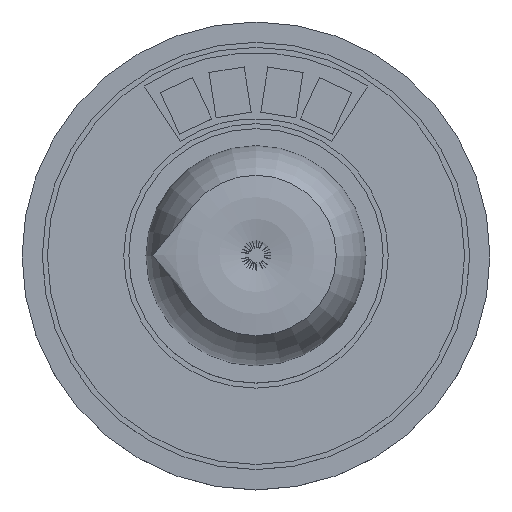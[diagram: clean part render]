
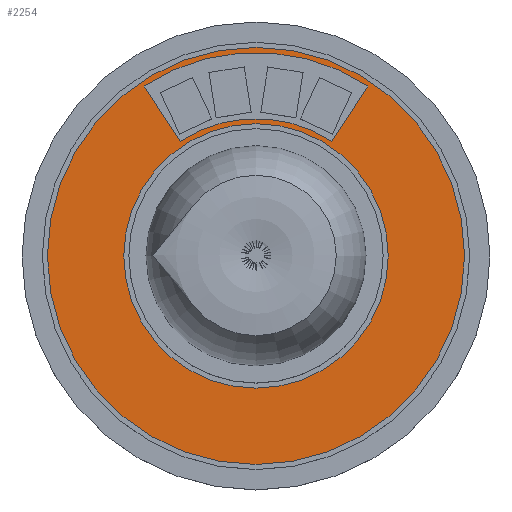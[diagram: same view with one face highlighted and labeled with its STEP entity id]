
A CAD part, top view. The second image highlights one B-rep face of the part: STEP entity #2254.
In plain terms, the highlighted planar face has unit normal (0, 0, 1).
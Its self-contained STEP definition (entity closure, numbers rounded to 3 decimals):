
#161=CIRCLE('',#2422,6.75);
#163=CIRCLE('',#2426,10.);
#164=CIRCLE('',#2429,10.25);
#166=CIRCLE('',#2432,6.5);
#234=VERTEX_POINT('',#3118);
#235=VERTEX_POINT('',#3120);
#237=VERTEX_POINT('',#3126);
#239=VERTEX_POINT('',#3132);
#240=VERTEX_POINT('',#3140);
#242=VERTEX_POINT('',#3145);
#475=VECTOR('',#2668,1.);
#480=VECTOR('',#2680,1.);
#651=LINE('',#3119,#475);
#656=LINE('',#3133,#480);
#827=EDGE_CURVE('',#235,#234,#651,.T.);
#831=EDGE_CURVE('',#234,#237,#161,.T.);
#834=EDGE_CURVE('',#237,#239,#656,.T.);
#836=EDGE_CURVE('',#239,#235,#163,.T.);
#837=EDGE_CURVE('',#240,#240,#164,.T.);
#839=EDGE_CURVE('',#242,#242,#166,.T.);
#1221=ORIENTED_EDGE('',*,*,#827,.T.);
#1222=ORIENTED_EDGE('',*,*,#831,.T.);
#1223=ORIENTED_EDGE('',*,*,#834,.T.);
#1224=ORIENTED_EDGE('',*,*,#836,.T.);
#1225=ORIENTED_EDGE('',*,*,#839,.F.);
#1226=ORIENTED_EDGE('',*,*,#837,.F.);
#1782=EDGE_LOOP('',(#1221,#1222,#1223,#1224));
#1783=EDGE_LOOP('',(#1225));
#1784=EDGE_LOOP('',(#1226));
#2020=FACE_BOUND('',#1782,.T.);
#2021=FACE_BOUND('',#1783,.T.);
#2022=FACE_BOUND('',#1784,.T.);
#2254=ADVANCED_FACE('',(#2020,#2021,#2022),#4611,.T.);
#2422=AXIS2_PLACEMENT_3D('',#3127,#2675,#2676);
#2426=AXIS2_PLACEMENT_3D('',#3136,#2685,#2686);
#2429=AXIS2_PLACEMENT_3D('',#3139,#2690,#2691);
#2432=AXIS2_PLACEMENT_3D('',#3144,#2696,#2697);
#2434=AXIS2_PLACEMENT_3D('',#3148,#2700,$);
#2668=DIRECTION('',(-0.55,-0.835,0.));
#2675=DIRECTION('',(0.,0.,1.));
#2676=DIRECTION('',(6.75,0.,0.));
#2680=DIRECTION('',(-0.55,0.835,0.));
#2685=DIRECTION('',(0.,0.,-1.));
#2686=DIRECTION('',(10.,0.,0.));
#2690=DIRECTION('',(0.,0.,-1.));
#2691=DIRECTION('',(10.25,0.,0.));
#2696=DIRECTION('',(0.,0.,1.));
#2697=DIRECTION('',(6.5,0.,0.));
#2700=DIRECTION('',(0.,0.,1.));
#3118=CARTESIAN_POINT('',(3.713,5.637,2.6));
#3119=CARTESIAN_POINT('',(2.303,3.497,2.6));
#3120=CARTESIAN_POINT('',(5.5,8.352,2.6));
#3126=CARTESIAN_POINT('',(-3.713,5.637,2.6));
#3127=CARTESIAN_POINT('',(0.,0.,2.6));
#3132=CARTESIAN_POINT('',(-5.5,8.352,2.6));
#3133=CARTESIAN_POINT('',(-2.303,3.497,2.6));
#3136=CARTESIAN_POINT('',(0.,0.,2.6));
#3139=CARTESIAN_POINT('',(0.,0.,2.6));
#3140=CARTESIAN_POINT('',(10.25,0.,2.6));
#3144=CARTESIAN_POINT('',(0.,0.,2.6));
#3145=CARTESIAN_POINT('',(6.5,0.,2.6));
#3148=CARTESIAN_POINT('',(0.,0.,2.6));
#4611=PLANE('',#2434);
